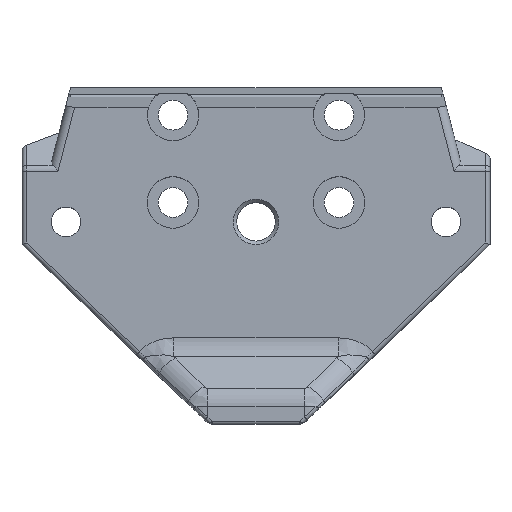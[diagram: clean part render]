
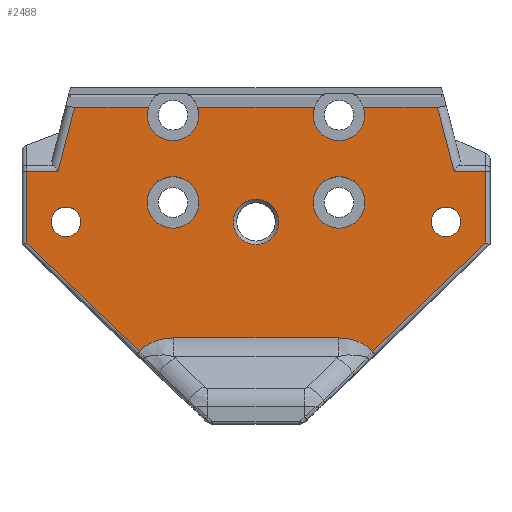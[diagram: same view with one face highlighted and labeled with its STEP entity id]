
A CAD part, top view. The second image highlights one B-rep face of the part: STEP entity #2488.
In plain terms, the highlighted planar face has unit normal (0, 0, 1).
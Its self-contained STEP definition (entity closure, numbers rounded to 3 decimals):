
#36=B_SPLINE_CURVE_WITH_KNOTS('',3,(#4028,#4029,#4030,#4031,#4032),
 .UNSPECIFIED.,.F.,.F.,(4,1,4),(0.042,0.044,0.047),
 .UNSPECIFIED.);
#37=B_SPLINE_CURVE_WITH_KNOTS('',3,(#4036,#4037,#4038,#4039,#4040),
 .UNSPECIFIED.,.F.,.F.,(4,1,4),(0.042,0.044,0.047),
 .UNSPECIFIED.);
#285=LINE('',#4000,#493);
#286=LINE('',#4004,#494);
#292=LINE('',#4018,#500);
#293=LINE('',#4020,#501);
#294=LINE('',#4022,#502);
#295=LINE('',#4024,#503);
#296=LINE('',#4026,#504);
#297=LINE('',#4034,#505);
#298=LINE('',#4042,#506);
#299=LINE('',#4044,#507);
#300=LINE('',#4046,#508);
#301=LINE('',#4048,#509);
#493=VECTOR('',#3272,1000.);
#494=VECTOR('',#3277,1000.);
#500=VECTOR('',#3293,1000.);
#501=VECTOR('',#3296,1000.);
#502=VECTOR('',#3297,1000.);
#503=VECTOR('',#3298,1000.);
#504=VECTOR('',#3299,1000.);
#505=VECTOR('',#3300,1000.);
#506=VECTOR('',#3301,1000.);
#507=VECTOR('',#3302,1000.);
#508=VECTOR('',#3303,1000.);
#509=VECTOR('',#3304,1000.);
#961=ORIENTED_EDGE('',*,*,#1489,.T.);
#962=ORIENTED_EDGE('',*,*,#1490,.T.);
#963=ORIENTED_EDGE('',*,*,#1491,.T.);
#964=ORIENTED_EDGE('',*,*,#1492,.F.);
#965=ORIENTED_EDGE('',*,*,#1493,.F.);
#966=ORIENTED_EDGE('',*,*,#1494,.F.);
#967=ORIENTED_EDGE('',*,*,#1495,.F.);
#968=ORIENTED_EDGE('',*,*,#1496,.T.);
#969=ORIENTED_EDGE('',*,*,#1497,.T.);
#970=ORIENTED_EDGE('',*,*,#1498,.T.);
#971=ORIENTED_EDGE('',*,*,#1499,.F.);
#972=ORIENTED_EDGE('',*,*,#1500,.F.);
#973=ORIENTED_EDGE('',*,*,#1480,.T.);
#974=ORIENTED_EDGE('',*,*,#1473,.F.);
#975=ORIENTED_EDGE('',*,*,#1482,.T.);
#976=ORIENTED_EDGE('',*,*,#1467,.F.);
#977=ORIENTED_EDGE('',*,*,#1463,.F.);
#978=ORIENTED_EDGE('',*,*,#1461,.F.);
#979=ORIENTED_EDGE('',*,*,#1403,.F.);
#980=ORIENTED_EDGE('',*,*,#1402,.T.);
#981=ORIENTED_EDGE('',*,*,#1501,.T.);
#1402=EDGE_CURVE('',#1730,#1730,#1893,.T.);
#1403=EDGE_CURVE('',#1731,#1731,#1894,.T.);
#1461=EDGE_CURVE('',#1760,#1760,#1898,.F.);
#1463=EDGE_CURVE('',#1762,#1762,#1900,.F.);
#1467=EDGE_CURVE('',#1764,#1765,#1902,.F.);
#1473=EDGE_CURVE('',#1768,#1769,#1904,.F.);
#1480=EDGE_CURVE('',#1774,#1769,#285,.T.);
#1482=EDGE_CURVE('',#1768,#1765,#286,.T.);
#1489=EDGE_CURVE('',#1764,#1777,#292,.T.);
#1490=EDGE_CURVE('',#1777,#1778,#293,.F.);
#1491=EDGE_CURVE('',#1778,#1779,#294,.F.);
#1492=EDGE_CURVE('',#1780,#1779,#295,.T.);
#1493=EDGE_CURVE('',#1781,#1780,#296,.F.);
#1494=EDGE_CURVE('',#1782,#1781,#36,.T.);
#1495=EDGE_CURVE('',#1783,#1782,#297,.F.);
#1496=EDGE_CURVE('',#1783,#1784,#37,.T.);
#1497=EDGE_CURVE('',#1784,#1785,#298,.F.);
#1498=EDGE_CURVE('',#1785,#1786,#299,.T.);
#1499=EDGE_CURVE('',#1787,#1786,#300,.F.);
#1500=EDGE_CURVE('',#1774,#1787,#301,.F.);
#1501=EDGE_CURVE('',#1788,#1788,#1905,.T.);
#1730=VERTEX_POINT('',#3833);
#1731=VERTEX_POINT('',#3836);
#1760=VERTEX_POINT('',#3955);
#1762=VERTEX_POINT('',#3961);
#1764=VERTEX_POINT('',#3968);
#1765=VERTEX_POINT('',#3970);
#1768=VERTEX_POINT('',#3980);
#1769=VERTEX_POINT('',#3982);
#1774=VERTEX_POINT('',#4001);
#1777=VERTEX_POINT('',#4017);
#1778=VERTEX_POINT('',#4021);
#1779=VERTEX_POINT('',#4023);
#1780=VERTEX_POINT('',#4025);
#1781=VERTEX_POINT('',#4027);
#1782=VERTEX_POINT('',#4033);
#1783=VERTEX_POINT('',#4035);
#1784=VERTEX_POINT('',#4041);
#1785=VERTEX_POINT('',#4043);
#1786=VERTEX_POINT('',#4045);
#1787=VERTEX_POINT('',#4047);
#1788=VERTEX_POINT('',#4050);
#1893=CIRCLE('',#2647,1.7);
#1894=CIRCLE('',#2649,1.7);
#1898=CIRCLE('',#2688,2.95);
#1900=CIRCLE('',#2692,2.95);
#1902=CIRCLE('',#2698,2.95);
#1904=CIRCLE('',#2706,2.95);
#1905=CIRCLE('',#2724,2.6);
#2056=EDGE_LOOP('',(#961,#962,#963,#964,#965,#966,#967,#968,#969,#970,#971,
#972,#973,#974,#975,#976));
#2057=EDGE_LOOP('',(#977));
#2058=EDGE_LOOP('',(#978));
#2059=EDGE_LOOP('',(#979));
#2060=EDGE_LOOP('',(#980));
#2061=EDGE_LOOP('',(#981));
#2242=FACE_BOUND('',#2056,.T.);
#2243=FACE_BOUND('',#2057,.T.);
#2244=FACE_BOUND('',#2058,.T.);
#2245=FACE_BOUND('',#2059,.T.);
#2246=FACE_BOUND('',#2060,.T.);
#2247=FACE_BOUND('',#2061,.T.);
#2379=PLANE('',#2723);
#2488=ADVANCED_FACE('',(#2242,#2243,#2244,#2245,#2246,#2247),#2379,.F.);
#2647=AXIS2_PLACEMENT_3D('',#3832,#3079,#3080);
#2649=AXIS2_PLACEMENT_3D('',#3835,#3083,#3084);
#2688=AXIS2_PLACEMENT_3D('',#3954,#3212,#3213);
#2692=AXIS2_PLACEMENT_3D('',#3960,#3220,#3221);
#2698=AXIS2_PLACEMENT_3D('',#3969,#3232,#3233);
#2706=AXIS2_PLACEMENT_3D('',#3981,#3248,#3249);
#2723=AXIS2_PLACEMENT_3D('',#4019,#3294,#3295);
#2724=AXIS2_PLACEMENT_3D('',#4049,#3305,#3306);
#3079=DIRECTION('',(0.,0.,-1.));
#3080=DIRECTION('',(0.,-1.,0.));
#3083=DIRECTION('',(0.,0.,1.));
#3084=DIRECTION('',(0.,-1.,0.));
#3212=DIRECTION('',(0.,0.,-1.));
#3213=DIRECTION('',(-1.,0.,0.));
#3220=DIRECTION('',(0.,0.,-1.));
#3221=DIRECTION('',(-1.,0.,0.));
#3232=DIRECTION('',(0.,0.,-1.));
#3233=DIRECTION('',(-1.,0.,0.));
#3248=DIRECTION('',(0.,0.,-1.));
#3249=DIRECTION('',(-1.,0.,0.));
#3272=DIRECTION('',(-1.,0.,0.));
#3277=DIRECTION('',(-1.,0.,0.));
#3293=DIRECTION('',(-1.,0.,0.));
#3294=DIRECTION('',(0.,0.,-1.));
#3295=DIRECTION('',(-1.,0.,0.));
#3296=DIRECTION('',(0.25,0.968,0.));
#3297=DIRECTION('',(1.,0.,0.));
#3298=DIRECTION('',(0.,1.,0.));
#3299=DIRECTION('',(0.722,-0.692,0.));
#3300=DIRECTION('',(1.,0.,0.));
#3301=DIRECTION('',(-0.722,-0.692,0.));
#3302=DIRECTION('',(0.,1.,0.));
#3303=DIRECTION('',(-1.,0.,0.));
#3304=DIRECTION('',(-0.25,0.968,0.));
#3305=DIRECTION('',(0.,0.,-1.));
#3306=DIRECTION('',(0.,-1.,0.));
#3832=CARTESIAN_POINT('',(21.75,0.003,9.));
#3833=CARTESIAN_POINT('',(21.75,-1.697,9.));
#3835=CARTESIAN_POINT('',(-21.75,0.003,9.));
#3836=CARTESIAN_POINT('',(-21.75,-1.697,9.));
#3954=CARTESIAN_POINT('',(9.5,2.225,9.));
#3955=CARTESIAN_POINT('',(6.55,2.225,9.));
#3960=CARTESIAN_POINT('',(-9.5,2.225,9.));
#3961=CARTESIAN_POINT('',(-12.45,2.225,9.));
#3968=CARTESIAN_POINT('',(-12.303,13.144,9.));
#3969=CARTESIAN_POINT('',(-9.5,12.225,9.));
#3970=CARTESIAN_POINT('',(-6.697,13.144,9.));
#3980=CARTESIAN_POINT('',(6.697,13.144,9.));
#3981=CARTESIAN_POINT('',(9.5,12.225,9.));
#3982=CARTESIAN_POINT('',(12.303,13.144,9.));
#4000=CARTESIAN_POINT('',(134.803,13.144,9.));
#4001=CARTESIAN_POINT('',(20.776,13.144,9.));
#4004=CARTESIAN_POINT('',(134.803,13.144,9.));
#4017=CARTESIAN_POINT('',(-20.776,13.144,9.));
#4018=CARTESIAN_POINT('',(134.803,13.144,9.));
#4019=CARTESIAN_POINT('',(0.052,-10.821,9.));
#4020=CARTESIAN_POINT('',(-22.593,6.118,9.));
#4021=CARTESIAN_POINT('',(-22.682,5.774,9.));
#4022=CARTESIAN_POINT('',(-26.633,5.774,9.));
#4023=CARTESIAN_POINT('',(-26.293,5.774,9.));
#4024=CARTESIAN_POINT('',(-26.293,5.774,9.));
#4025=CARTESIAN_POINT('',(-26.293,-2.419,9.));
#4026=CARTESIAN_POINT('',(-26.447,-2.271,9.));
#4027=CARTESIAN_POINT('',(-13.335,-14.839,9.));
#4028=CARTESIAN_POINT('',(-9.407,-13.286,9.));
#4029=CARTESIAN_POINT('',(-10.13,-13.286,9.));
#4030=CARTESIAN_POINT('',(-11.579,-13.521,9.));
#4031=CARTESIAN_POINT('',(-12.85,-14.293,9.));
#4032=CARTESIAN_POINT('',(-13.335,-14.839,9.));
#4033=CARTESIAN_POINT('',(-9.407,-13.286,9.));
#4034=CARTESIAN_POINT('',(0.052,-13.286,9.));
#4035=CARTESIAN_POINT('',(9.407,-13.286,9.));
#4036=CARTESIAN_POINT('',(9.407,-13.286,9.));
#4037=CARTESIAN_POINT('',(10.13,-13.286,9.));
#4038=CARTESIAN_POINT('',(11.579,-13.521,9.));
#4039=CARTESIAN_POINT('',(12.85,-14.293,9.));
#4040=CARTESIAN_POINT('',(13.335,-14.839,9.));
#4041=CARTESIAN_POINT('',(13.335,-14.839,9.));
#4042=CARTESIAN_POINT('',(26.447,-2.271,9.));
#4043=CARTESIAN_POINT('',(26.293,-2.419,9.));
#4044=CARTESIAN_POINT('',(26.293,5.774,9.));
#4045=CARTESIAN_POINT('',(26.293,5.774,9.));
#4046=CARTESIAN_POINT('',(26.633,5.774,9.));
#4047=CARTESIAN_POINT('',(22.682,5.774,9.));
#4048=CARTESIAN_POINT('',(22.593,6.118,9.));
#4049=CARTESIAN_POINT('',(0.,0.,9.));
#4050=CARTESIAN_POINT('',(0.,-2.6,9.));
